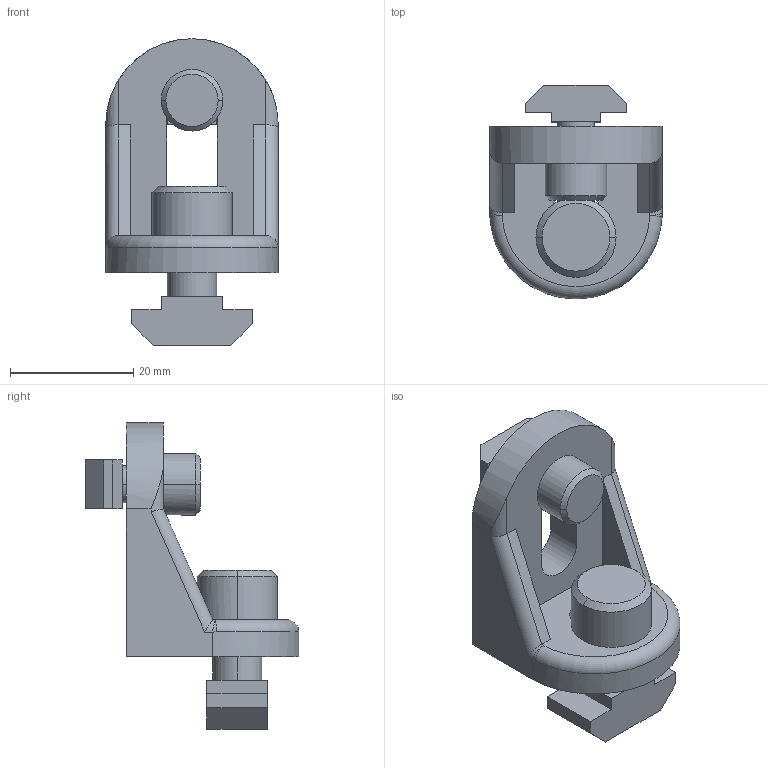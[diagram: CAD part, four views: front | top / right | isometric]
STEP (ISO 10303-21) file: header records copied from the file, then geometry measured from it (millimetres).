
FILE_DESCRIPTION(('STEP AP214'),'1');
FILE_NAME('cctmp_AE88D6B0-124B-4C51-B199-D4E6FEAA49F1_2020_1_15_9_2_2_170..stp','2020-01-15T08:02:02',('Bosch Rexroth AG'),('CADClick - www.CADClick.com'),'Spatial InterOp 3D',' ','unknown authorization - (Healing Option Enabled)');
FILE_SCHEMA(('AUTOMOTIVE_DESIGN'));
Length unit declared in the file: millimetre
Products named in the file (1): 2020_01_15__09-02-02-170
Bounding box: 28 x 34.7 x 49.8 mm (x, y, z)
Volume: 12070 mm3; surface area: 6321.6 mm2
Topology: 1 solids, 1 shells, 69 faces, 173 edges, 110 vertices
Faces by surface type: plane 42, cylinder 20, cone 4, bspline 2, torus 1
Entity records: 3056 total; most frequent: CARTESIAN_POINT 813, ORIENTED_EDGE 346, DIRECTION 340, EDGE_CURVE 173, LINE 122, VECTOR 122, VERTEX_POINT 110, AXIS2_PLACEMENT_3D 109
